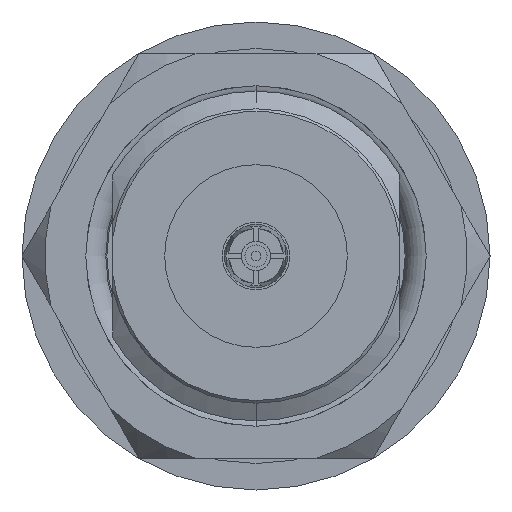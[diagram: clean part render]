
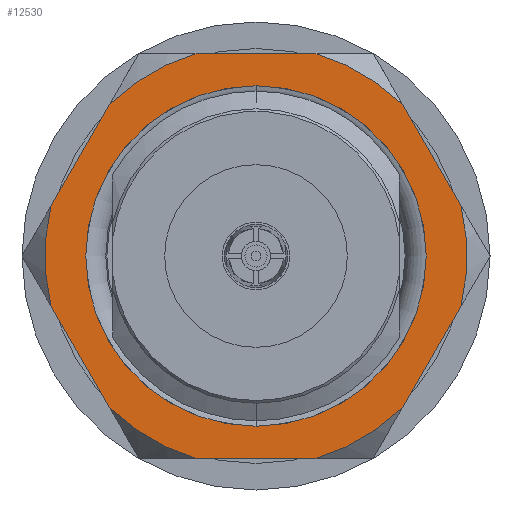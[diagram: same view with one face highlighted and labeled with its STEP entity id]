
A CAD part, left-side view. The second image highlights one B-rep face of the part: STEP entity #12530.
In plain terms, the highlighted face is planar.
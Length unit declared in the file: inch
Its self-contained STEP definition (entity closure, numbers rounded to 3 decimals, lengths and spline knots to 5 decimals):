
#8 = ORIENTED_EDGE ( 'NONE', *, *, #1979, .F. ) ;
#243 = VERTEX_POINT ( 'NONE', #13762 ) ;
#275 = DIRECTION ( 'NONE',  ( 0., 0., -1. ) ) ;
#294 = AXIS2_PLACEMENT_3D ( 'NONE', #9630, #6823, #15461 ) ;
#378 = VERTEX_POINT ( 'NONE', #15965 ) ;
#745 = LINE ( 'NONE', #17196, #7866 ) ;
#752 = CARTESIAN_POINT ( 'NONE',  ( 0.21651, 0.061, 0.375 ) ) ;
#780 = VERTEX_POINT ( 'NONE', #1046 ) ;
#806 = ORIENTED_EDGE ( 'NONE', *, *, #11935, .T. ) ;
#1046 = CARTESIAN_POINT ( 'NONE',  ( -0.37932, 0.061, 0.09299 ) ) ;
#1055 = DIRECTION ( 'NONE',  ( 0., 0., -1. ) ) ;
#1118 = DIRECTION ( 'NONE',  ( 0., 1., 0. ) ) ;
#1201 = DIRECTION ( 'NONE',  ( 0., 0., -1. ) ) ;
#1258 = CARTESIAN_POINT ( 'NONE',  ( -0.37932, 0.061, -0.09299 ) ) ;
#1614 = CIRCLE ( 'NONE', #14295, 0.315 ) ;
#1979 = EDGE_CURVE ( 'NONE', #780, #2961, #13154, .T. ) ;
#1995 = LINE ( 'NONE', #3923, #16699 ) ;
#2151 = FACE_OUTER_BOUND ( 'NONE', #10125, .T. ) ;
#2240 = DIRECTION ( 'NONE',  ( 0., 0., 1. ) ) ;
#2607 = ORIENTED_EDGE ( 'NONE', *, *, #13643, .F. ) ;
#2836 = EDGE_CURVE ( 'NONE', #18403, #11211, #1995, .T. ) ;
#2961 = VERTEX_POINT ( 'NONE', #1258 ) ;
#3093 = CARTESIAN_POINT ( 'NONE',  ( -0.10913, 0.061, -0.375 ) ) ;
#3607 = ORIENTED_EDGE ( 'NONE', *, *, #7916, .T. ) ;
#3619 = CARTESIAN_POINT ( 'NONE',  ( 0.10913, 0.061, -0.375 ) ) ;
#3806 = CARTESIAN_POINT ( 'NONE',  ( -0.21651, 0.061, -0.375 ) ) ;
#3923 = CARTESIAN_POINT ( 'NONE',  ( 0.21651, 0.061, -0.375 ) ) ;
#4149 = ORIENTED_EDGE ( 'NONE', *, *, #9402, .F. ) ;
#4269 = DIRECTION ( 'NONE',  ( 1., 0., 0. ) ) ;
#4317 = AXIS2_PLACEMENT_3D ( 'NONE', #11827, #13333, #275 ) ;
#4693 = EDGE_CURVE ( 'NONE', #9466, #243, #11539, .T. ) ;
#5171 = VERTEX_POINT ( 'NONE', #18414 ) ;
#5295 = CIRCLE ( 'NONE', #4317, 0.39056 ) ;
#5367 = DIRECTION ( 'NONE',  ( 0.5, 0., 0.866 ) ) ;
#5488 = VERTEX_POINT ( 'NONE', #3619 ) ;
#6333 = DIRECTION ( 'NONE',  ( 0., -1., 0. ) ) ;
#6581 = DIRECTION ( 'NONE',  ( 0., 0., 1. ) ) ;
#6800 = DIRECTION ( 'NONE',  ( 0., 0., 1. ) ) ;
#6823 = DIRECTION ( 'NONE',  ( 0., -1., 0. ) ) ;
#7154 = LINE ( 'NONE', #18473, #17835 ) ;
#7238 = DIRECTION ( 'NONE',  ( 0., -1., 0. ) ) ;
#7268 = VERTEX_POINT ( 'NONE', #12450 ) ;
#7346 = CIRCLE ( 'NONE', #13009, 0.39056 ) ;
#7399 = ORIENTED_EDGE ( 'NONE', *, *, #14883, .F. ) ;
#7766 = CARTESIAN_POINT ( 'NONE',  ( 0., 0.061, 0. ) ) ;
#7866 = VECTOR ( 'NONE', #12694, 39.37008 ) ;
#7893 = LINE ( 'NONE', #9709, #8600 ) ;
#7916 = EDGE_CURVE ( 'NONE', #780, #378, #7154, .T. ) ;
#8160 = EDGE_LOOP ( 'NONE', ( #4149, #15502 ) ) ;
#8237 = AXIS2_PLACEMENT_3D ( 'NONE', #14231, #7238, #11345 ) ;
#8238 = DIRECTION ( 'NONE',  ( 0., -1., 0. ) ) ;
#8505 = EDGE_CURVE ( 'NONE', #12573, #11504, #15415, .T. ) ;
#8507 = CARTESIAN_POINT ( 'NONE',  ( 0.37932, 0.061, 0.09299 ) ) ;
#8543 = AXIS2_PLACEMENT_3D ( 'NONE', #7766, #15001, #2240 ) ;
#8600 = VECTOR ( 'NONE', #4269, 39.37008 ) ;
#8884 = ORIENTED_EDGE ( 'NONE', *, *, #17452, .F. ) ;
#8903 = ORIENTED_EDGE ( 'NONE', *, *, #13428, .F. ) ;
#8974 = AXIS2_PLACEMENT_3D ( 'NONE', #12420, #1118, #6581 ) ;
#9377 = CARTESIAN_POINT ( 'NONE',  ( 0.37932, 0.061, -0.09299 ) ) ;
#9402 = EDGE_CURVE ( 'NONE', #5171, #14970, #15610, .T. ) ;
#9466 = VERTEX_POINT ( 'NONE', #18218 ) ;
#9603 = CARTESIAN_POINT ( 'NONE',  ( 0., 0.061, 0. ) ) ;
#9630 = CARTESIAN_POINT ( 'NONE',  ( -0.64952, 0.061, 0.375 ) ) ;
#9672 = ORIENTED_EDGE ( 'NONE', *, *, #2836, .F. ) ;
#9709 = CARTESIAN_POINT ( 'NONE',  ( -0.21651, 0.061, -0.375 ) ) ;
#9953 = FACE_BOUND ( 'NONE', #8160, .T. ) ;
#9977 = VECTOR ( 'NONE', #16700, 39.37008 ) ;
#10125 = EDGE_LOOP ( 'NONE', ( #12881, #2607, #13398, #806, #8, #3607, #8903, #15795, #14251, #7399, #8884, #9672 ) ) ;
#10403 = LINE ( 'NONE', #3806, #9977 ) ;
#11004 = PLANE ( 'NONE',  #294 ) ;
#11037 = DIRECTION ( 'NONE',  ( 0., -1., 0. ) ) ;
#11211 = VERTEX_POINT ( 'NONE', #9377 ) ;
#11345 = DIRECTION ( 'NONE',  ( 0., 0., -1. ) ) ;
#11504 = VERTEX_POINT ( 'NONE', #3093 ) ;
#11539 = LINE ( 'NONE', #752, #13551 ) ;
#11632 = EDGE_CURVE ( 'NONE', #5488, #18403, #5295, .T. ) ;
#11827 = CARTESIAN_POINT ( 'NONE',  ( 0., 0.061, 0. ) ) ;
#11935 = EDGE_CURVE ( 'NONE', #12573, #2961, #10403, .T. ) ;
#12307 = DIRECTION ( 'NONE',  ( -1., 0., 0. ) ) ;
#12420 = CARTESIAN_POINT ( 'NONE',  ( 0., 0.061, 0. ) ) ;
#12450 = CARTESIAN_POINT ( 'NONE',  ( 0.2702, 0.061, 0.28201 ) ) ;
#12530 = ADVANCED_FACE ( 'NONE', ( #9953, #2151 ), #11004, .F. ) ;
#12546 = CARTESIAN_POINT ( 'NONE',  ( -0.2702, 0.061, -0.28201 ) ) ;
#12573 = VERTEX_POINT ( 'NONE', #12546 ) ;
#12694 = DIRECTION ( 'NONE',  ( -0.5, 0., 0.866 ) ) ;
#12730 = DIRECTION ( 'NONE',  ( 0.5, 0., 0.866 ) ) ;
#12881 = ORIENTED_EDGE ( 'NONE', *, *, #11632, .F. ) ;
#13009 = AXIS2_PLACEMENT_3D ( 'NONE', #9603, #11037, #16850 ) ;
#13154 = CIRCLE ( 'NONE', #17159, 0.39056 ) ;
#13285 = EDGE_CURVE ( 'NONE', #9466, #7268, #14843, .T. ) ;
#13333 = DIRECTION ( 'NONE',  ( 0., -1., 0. ) ) ;
#13398 = ORIENTED_EDGE ( 'NONE', *, *, #8505, .F. ) ;
#13428 = EDGE_CURVE ( 'NONE', #243, #378, #13461, .T. ) ;
#13461 = CIRCLE ( 'NONE', #13545, 0.39056 ) ;
#13545 = AXIS2_PLACEMENT_3D ( 'NONE', #17671, #6333, #1055 ) ;
#13551 = VECTOR ( 'NONE', #12307, 39.37008 ) ;
#13554 = CARTESIAN_POINT ( 'NONE',  ( 0.2702, 0.061, -0.28201 ) ) ;
#13643 = EDGE_CURVE ( 'NONE', #11504, #5488, #7893, .T. ) ;
#13762 = CARTESIAN_POINT ( 'NONE',  ( -0.10913, 0.061, 0.375 ) ) ;
#14231 = CARTESIAN_POINT ( 'NONE',  ( 0., 0.061, 0. ) ) ;
#14251 = ORIENTED_EDGE ( 'NONE', *, *, #13285, .T. ) ;
#14295 = AXIS2_PLACEMENT_3D ( 'NONE', #15245, #16721, #6800 ) ;
#14397 = CARTESIAN_POINT ( 'NONE',  ( 0., 0.061, -0.315 ) ) ;
#14843 = CIRCLE ( 'NONE', #8543, 0.39056 ) ;
#14883 = EDGE_CURVE ( 'NONE', #17509, #7268, #745, .T. ) ;
#14970 = VERTEX_POINT ( 'NONE', #14397 ) ;
#15001 = DIRECTION ( 'NONE',  ( 0., 1., 0. ) ) ;
#15245 = CARTESIAN_POINT ( 'NONE',  ( 0., 0.061, 0. ) ) ;
#15415 = CIRCLE ( 'NONE', #8237, 0.39056 ) ;
#15461 = DIRECTION ( 'NONE',  ( 0., 0., -1. ) ) ;
#15502 = ORIENTED_EDGE ( 'NONE', *, *, #15783, .F. ) ;
#15610 = CIRCLE ( 'NONE', #8974, 0.315 ) ;
#15783 = EDGE_CURVE ( 'NONE', #14970, #5171, #1614, .T. ) ;
#15795 = ORIENTED_EDGE ( 'NONE', *, *, #4693, .F. ) ;
#15965 = CARTESIAN_POINT ( 'NONE',  ( -0.2702, 0.061, 0.28201 ) ) ;
#16699 = VECTOR ( 'NONE', #5367, 39.37008 ) ;
#16700 = DIRECTION ( 'NONE',  ( -0.5, 0., 0.866 ) ) ;
#16721 = DIRECTION ( 'NONE',  ( 0., 1., 0. ) ) ;
#16850 = DIRECTION ( 'NONE',  ( 0., 0., -1. ) ) ;
#17031 = CARTESIAN_POINT ( 'NONE',  ( 0., 0.061, 0. ) ) ;
#17159 = AXIS2_PLACEMENT_3D ( 'NONE', #17031, #8238, #1201 ) ;
#17196 = CARTESIAN_POINT ( 'NONE',  ( 0.43301, 0.061, 0. ) ) ;
#17452 = EDGE_CURVE ( 'NONE', #11211, #17509, #7346, .T. ) ;
#17509 = VERTEX_POINT ( 'NONE', #8507 ) ;
#17671 = CARTESIAN_POINT ( 'NONE',  ( 0., 0.061, 0. ) ) ;
#17835 = VECTOR ( 'NONE', #12730, 39.37008 ) ;
#18218 = CARTESIAN_POINT ( 'NONE',  ( 0.10913, 0.061, 0.375 ) ) ;
#18403 = VERTEX_POINT ( 'NONE', #13554 ) ;
#18414 = CARTESIAN_POINT ( 'NONE',  ( 0., 0.061, 0.315 ) ) ;
#18473 = CARTESIAN_POINT ( 'NONE',  ( -0.43301, 0.061, 0. ) ) ;
